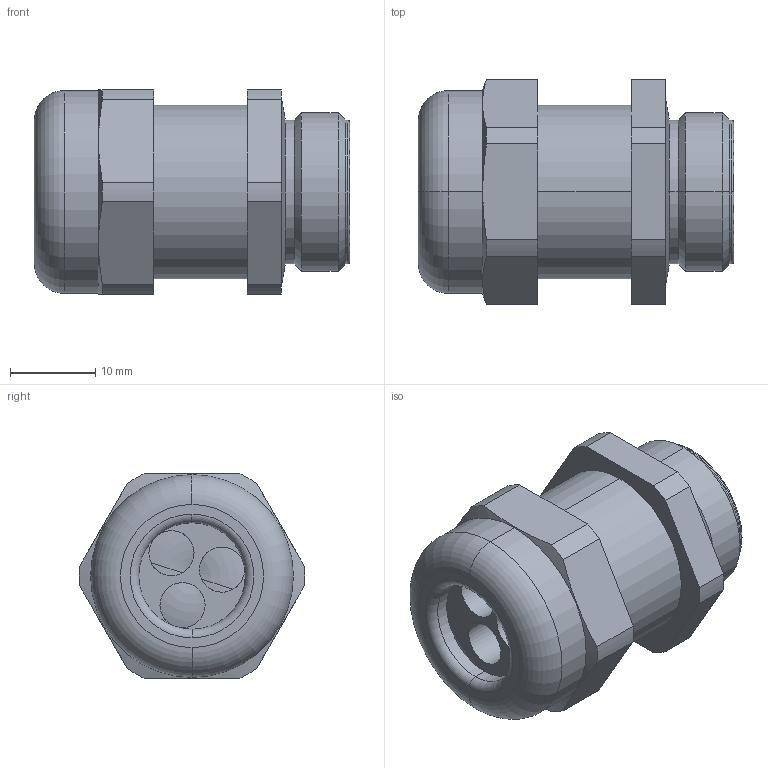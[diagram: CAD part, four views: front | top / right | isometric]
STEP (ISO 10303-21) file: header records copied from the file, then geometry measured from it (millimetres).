
FILE_DESCRIPTION (( 'STEP AP203' ), '1' );
FILE_NAME ('Z6701108ind1.STEP', '2025-12-04T14:39:16', ( '' ), ( '' ), 'SwSTEP 2.0', 'SolidWorks 2024', '' );
FILE_SCHEMA (( 'CONFIG_CONTROL_DESIGN' ));
Length unit declared in the file: millimetre
Products named in the file (4): D9713701; G8213000indE; G8211401; Z6701108ind1
Assembly tree (3 placements, depth 2):
  Z6701108ind1
    G8211401
    G8213000indE
    D9713701
Bounding box: 37 x 26.49 x 24 mm (x, y, z)
Volume: 10327.5 mm3; surface area: 8465.1 mm2
Topology: 3 solids, 3 shells, 128 faces, 313 edges, 198 vertices
Faces by surface type: cylinder 48, plane 47, torus 17, cone 16
Entity records: 4426 total; most frequent: CARTESIAN_POINT 953, DIRECTION 674, ORIENTED_EDGE 626, EDGE_CURVE 313, AXIS2_PLACEMENT_3D 265, VERTEX_POINT 198, LINE 144, VECTOR 144
